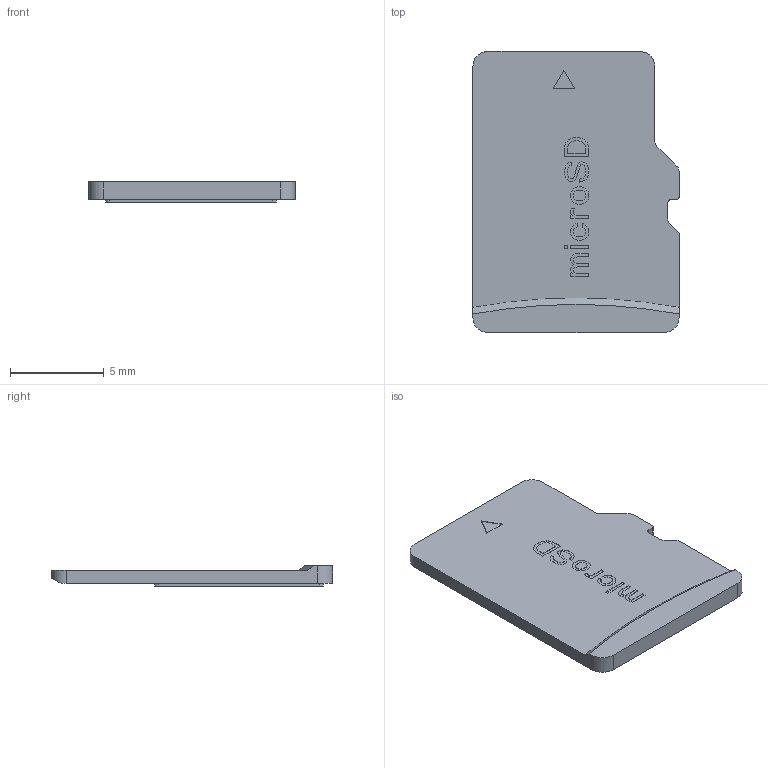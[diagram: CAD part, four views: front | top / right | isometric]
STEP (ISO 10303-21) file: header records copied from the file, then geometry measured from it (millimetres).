
FILE_DESCRIPTION((''),'2;1');
FILE_NAME('TF_CARD','2022-08-29T10:51:33',('1'),(''),'CREO PARAMETRIC BY PTC INC, 2020154','CREO PARAMETRIC BY PTC INC, 2020154','');
FILE_SCHEMA(('AUTOMOTIVE_DESIGN { 1 0 10303 214 1 1 1 1 }'));
Length unit declared in the file: millimetre
Products named in the file (1): TF_CARD
Bounding box: 11 x 15 x 1.1 mm (x, y, z)
Volume: 124 mm3; surface area: 359.1 mm2
Topology: 1 solids, 1 shells, 353 faces, 993 edges, 662 vertices
Faces by surface type: plane 337, cylinder 14, cone 2
Entity records: 14496 total; most frequent: CARTESIAN_POINT 2034, ORIENTED_EDGE 1986, DIRECTION 1727, PRESENTATION_STYLE_ASSIGNMENT 1015, STYLED_ITEM 994, CURVE_STYLE 993, EDGE_CURVE 993, VECTOR 957
